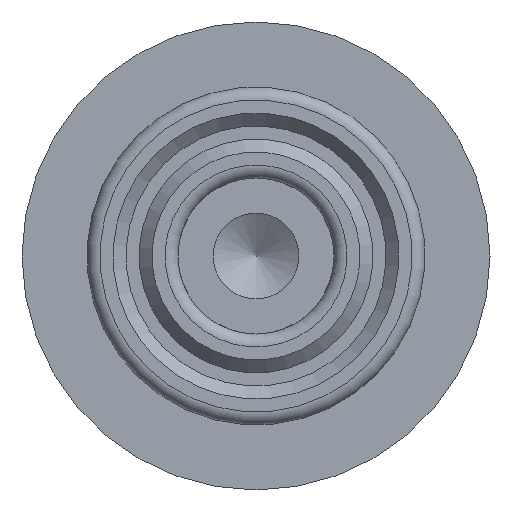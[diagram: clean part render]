
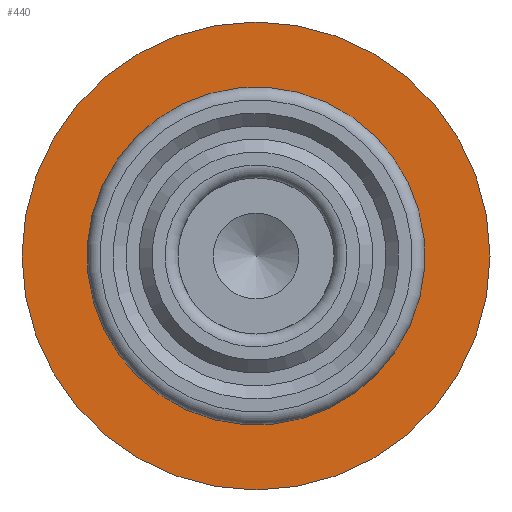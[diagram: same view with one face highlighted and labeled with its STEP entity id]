
A CAD part, left-side view. The second image highlights one B-rep face of the part: STEP entity #440.
In plain terms, the highlighted planar face has unit normal (-1, 0, 0).
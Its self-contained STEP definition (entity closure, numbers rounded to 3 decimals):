
#29=FACE_BOUND('',#163,.T.);
#41=PLANE('',#533);
#121=FACE_OUTER_BOUND('',#162,.T.);
#162=EDGE_LOOP('',(#402));
#163=EDGE_LOOP('',(#403));
#201=CIRCLE('',#528,3.5);
#204=CIRCLE('',#532,9.);
#237=VERTEX_POINT('',#806);
#240=VERTEX_POINT('',#814);
#290=EDGE_CURVE('',#237,#237,#201,.T.);
#295=EDGE_CURVE('',#240,#240,#204,.T.);
#402=ORIENTED_EDGE('',*,*,#295,.T.);
#403=ORIENTED_EDGE('',*,*,#290,.F.);
#440=ADVANCED_FACE('',(#121,#29),#41,.T.);
#528=AXIS2_PLACEMENT_3D('',#807,#679,#680);
#532=AXIS2_PLACEMENT_3D('',#816,#689,#690);
#533=AXIS2_PLACEMENT_3D('',#817,#691,#692);
#679=DIRECTION('center_axis',(-1.,0.,0.));
#680=DIRECTION('ref_axis',(0.,0.,1.));
#689=DIRECTION('center_axis',(-1.,0.,0.));
#690=DIRECTION('ref_axis',(0.,0.,1.));
#691=DIRECTION('center_axis',(-1.,0.,0.));
#692=DIRECTION('ref_axis',(0.,0.,
1.));
#806=CARTESIAN_POINT('',(-22.592,27.825,3.5));
#807=CARTESIAN_POINT('Origin',(-22.592,27.825,0.));
#814=CARTESIAN_POINT('',(-22.592,27.825,9.));
#816=CARTESIAN_POINT('Origin',(-22.592,27.825,0.));
#817=CARTESIAN_POINT('Origin',(-22.592,27.825,0.));
